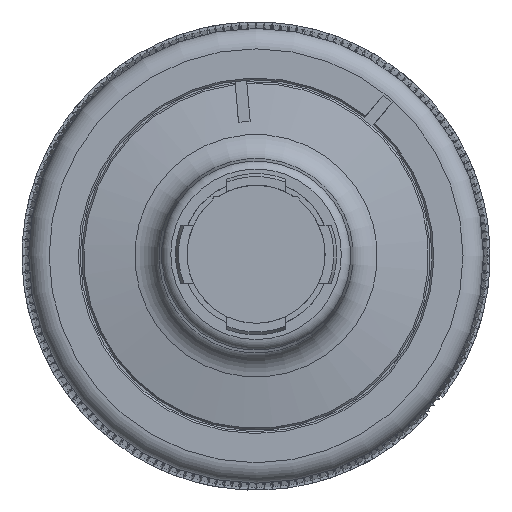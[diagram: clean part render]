
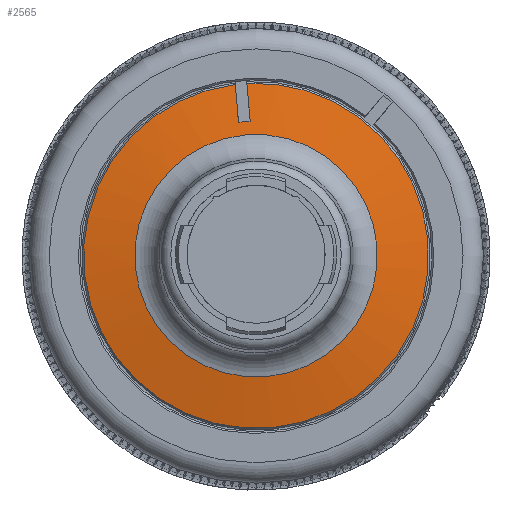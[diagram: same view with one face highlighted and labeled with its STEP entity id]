
A CAD part, top view. The second image highlights one B-rep face of the part: STEP entity #2565.
In plain terms, the highlighted conical face has half-angle 80 degrees and reference radius 23.381 mm.
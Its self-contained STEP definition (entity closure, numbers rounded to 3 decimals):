
#34=(
BOUNDED_CURVE()
B_SPLINE_CURVE(2,(#29758,#29759,#29760),.UNSPECIFIED.,.F.,.F.)
B_SPLINE_CURVE_WITH_KNOTS((3,3),(0.,1.),.UNSPECIFIED.)
CURVE()
GEOMETRIC_REPRESENTATION_ITEM()
RATIONAL_B_SPLINE_CURVE((1.,1.011,1.006))
REPRESENTATION_ITEM('')
);
#35=(
BOUNDED_CURVE()
B_SPLINE_CURVE(2,(#29764,#29765,#29766),.UNSPECIFIED.,.F.,.F.)
B_SPLINE_CURVE_WITH_KNOTS((3,3),(0.,1.),.UNSPECIFIED.)
CURVE()
GEOMETRIC_REPRESENTATION_ITEM()
RATIONAL_B_SPLINE_CURVE((1.006,1.011,1.))
REPRESENTATION_ITEM('')
);
#403=CONICAL_SURFACE('',#21063,23.381,80.);
#2565=ADVANCED_FACE('',(#4530,#4531),#403,.T.);
#4530=FACE_BOUND('',#4681,.T.);
#4531=FACE_BOUND('',#4682,.T.);
#4681=EDGE_LOOP('',(#6583));
#4682=EDGE_LOOP('',(#6584,#6585,#6586,#6587));
#5897=CIRCLE('',#21055,20.74);
#5899=CIRCLE('',#21058,29.505);
#5901=CIRCLE('',#21062,130.567);
#6583=ORIENTED_EDGE('',*,*,#14740,.F.);
#6584=ORIENTED_EDGE('',*,*,#14743,.F.);
#6585=ORIENTED_EDGE('',*,*,#14748,.T.);
#6586=ORIENTED_EDGE('',*,*,#14749,.T.);
#6587=ORIENTED_EDGE('',*,*,#14750,.T.);
#12652=VERTEX_POINT('',#29741);
#12655=VERTEX_POINT('',#29747);
#12656=VERTEX_POINT('',#29749);
#12659=VERTEX_POINT('',#29761);
#12660=VERTEX_POINT('',#29763);
#14740=EDGE_CURVE('',#12652,#12652,#5897,.T.);
#14743=EDGE_CURVE('',#12655,#12656,#5899,.T.);
#14748=EDGE_CURVE('',#12655,#12659,#34,.T.);
#14749=EDGE_CURVE('',#12659,#12660,#5901,.T.);
#14750=EDGE_CURVE('',#12660,#12656,#35,.T.);
#21055=AXIS2_PLACEMENT_3D('',#29740,#23541,#23542);
#21058=AXIS2_PLACEMENT_3D('',#29748,#23548,#23549);
#21062=AXIS2_PLACEMENT_3D('',#29762,#23559,#23560);
#21063=AXIS2_PLACEMENT_3D('',#29767,#23561,#23562);
#23541=DIRECTION('',(0.,0.,1.));
#23542=DIRECTION('',(0.996,0.087,0.));
#23548=DIRECTION('',(0.,0.,-1.));
#23549=DIRECTION('',(0.996,0.087,0.));
#23559=DIRECTION('',(0.087,-0.996,0.));
#23560=DIRECTION('',(0.,0.,-1.));
#23561=DIRECTION('',(0.,0.,-1.));
#23562=DIRECTION('',(0.996,0.087,0.));
#29740=CARTESIAN_POINT('',(0.,0.324,10.972));
#29741=CARTESIAN_POINT('',(20.661,2.131,10.972));
#29747=CARTESIAN_POINT('',(-1.574,29.786,9.427));
#29748=CARTESIAN_POINT('',(0.,0.324,9.427));
#29749=CARTESIAN_POINT('',(-3.566,29.612,9.427));
#29758=CARTESIAN_POINT('',(-1.574,29.786,9.427));
#29759=CARTESIAN_POINT('',(-1.256,26.156,10.069));
#29760=CARTESIAN_POINT('',(-1.008,23.323,10.57));
#29761=CARTESIAN_POINT('',(-1.008,23.323,10.57));
#29762=CARTESIAN_POINT('',(-2.005,23.236,-119.993));
#29763=CARTESIAN_POINT('',(-3.001,23.149,10.57));
#29764=CARTESIAN_POINT('',(-3.001,23.149,10.57));
#29765=CARTESIAN_POINT('',(-3.249,25.981,10.069));
#29766=CARTESIAN_POINT('',(-3.566,29.612,9.427));
#29767=CARTESIAN_POINT('',(0.,0.324,10.506));
